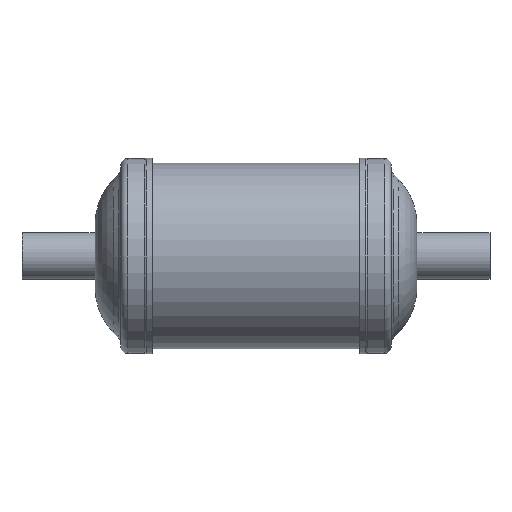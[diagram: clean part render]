
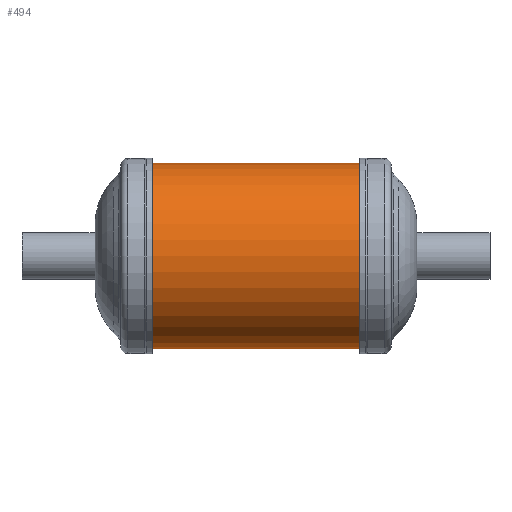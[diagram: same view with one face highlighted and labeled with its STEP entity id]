
A CAD part, left-side view. The second image highlights one B-rep face of the part: STEP entity #494.
In plain terms, the highlighted cylindrical face has radius 31.75 mm (diameter 63.5 mm), a partial arc.
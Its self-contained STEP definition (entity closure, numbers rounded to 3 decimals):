
#176 = DIRECTION ( 'NONE',  ( 0., -1., 0. ) ) ;
#202 = CARTESIAN_POINT ( 'NONE',  ( 0., -35.5, -31.75 ) ) ;
#229 = DIRECTION ( 'NONE',  ( 0., 0., -1. ) ) ;
#275 = CARTESIAN_POINT ( 'NONE',  ( 0., 35.5, 31.75 ) ) ;
#309 = DIRECTION ( 'NONE',  ( 0., -1., 0. ) ) ;
#340 = VECTOR ( 'NONE', #2203, 1000. ) ;
#365 = EDGE_CURVE ( 'NONE', #498, #1646, #388, .T. ) ;
#388 = CIRCLE ( 'NONE', #1177, 31.75 ) ;
#408 = CARTESIAN_POINT ( 'NONE',  ( 0., 44.25, -31.75 ) ) ;
#415 = DIRECTION ( 'NONE',  ( 0., 0., -1. ) ) ;
#418 = ORIENTED_EDGE ( 'NONE', *, *, #1063, .F. ) ;
#469 = CIRCLE ( 'NONE', #2268, 31.75 ) ;
#494 = ADVANCED_FACE ( 'NONE', ( #1780 ), #2160, .T. ) ;
#498 = VERTEX_POINT ( 'NONE', #1222 ) ;
#538 = EDGE_LOOP ( 'NONE', ( #418, #1400, #670, #2352 ) ) ;
#670 = ORIENTED_EDGE ( 'NONE', *, *, #1915, .T. ) ;
#809 = DIRECTION ( 'NONE',  ( 0., -1., 0. ) ) ;
#947 = DIRECTION ( 'NONE',  ( 0., 1., 0. ) ) ;
#1063 = EDGE_CURVE ( 'NONE', #1882, #498, #2161, .T. ) ;
#1146 = CARTESIAN_POINT ( 'NONE',  ( 0., 35.5, 0. ) ) ;
#1177 = AXIS2_PLACEMENT_3D ( 'NONE', #1765, #176, #415 ) ;
#1222 = CARTESIAN_POINT ( 'NONE',  ( 0., -35.5, 31.75 ) ) ;
#1310 = EDGE_CURVE ( 'NONE', #1979, #1882, #469, .T. ) ;
#1400 = ORIENTED_EDGE ( 'NONE', *, *, #1310, .F. ) ;
#1512 = AXIS2_PLACEMENT_3D ( 'NONE', #2566, #809, #229 ) ;
#1646 = VERTEX_POINT ( 'NONE', #202 ) ;
#1677 = VECTOR ( 'NONE', #309, 1000. ) ;
#1753 = DIRECTION ( 'NONE',  ( 0., 0., 1. ) ) ;
#1765 = CARTESIAN_POINT ( 'NONE',  ( 0., -35.5, 0. ) ) ;
#1780 = FACE_OUTER_BOUND ( 'NONE', #538, .T. ) ;
#1882 = VERTEX_POINT ( 'NONE', #275 ) ;
#1915 = EDGE_CURVE ( 'NONE', #1979, #1646, #2387, .T. ) ;
#1979 = VERTEX_POINT ( 'NONE', #2371 ) ;
#2160 = CYLINDRICAL_SURFACE ( 'NONE', #1512, 31.75 ) ;
#2161 = LINE ( 'NONE', #2501, #1677 ) ;
#2203 = DIRECTION ( 'NONE',  ( 0., -1., 0. ) ) ;
#2268 = AXIS2_PLACEMENT_3D ( 'NONE', #1146, #947, #1753 ) ;
#2352 = ORIENTED_EDGE ( 'NONE', *, *, #365, .F. ) ;
#2371 = CARTESIAN_POINT ( 'NONE',  ( 0., 35.5, -31.75 ) ) ;
#2387 = LINE ( 'NONE', #408, #340 ) ;
#2501 = CARTESIAN_POINT ( 'NONE',  ( 0., 44.25, 31.75 ) ) ;
#2566 = CARTESIAN_POINT ( 'NONE',  ( 0., 44.25, 0. ) ) ;
